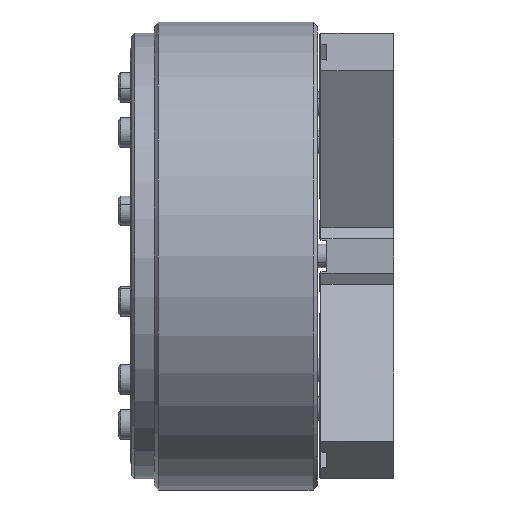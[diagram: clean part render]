
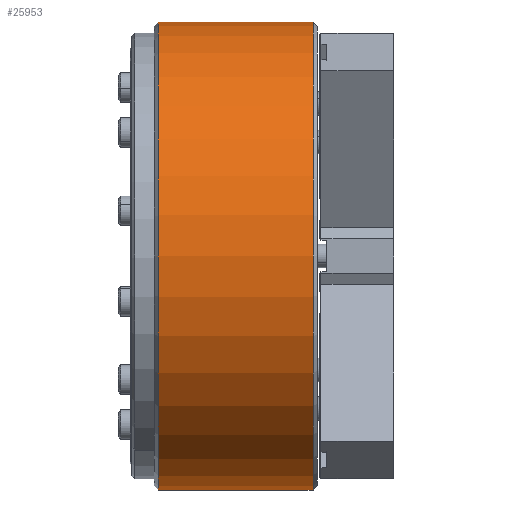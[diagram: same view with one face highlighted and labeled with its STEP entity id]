
A CAD part, front view. The second image highlights one B-rep face of the part: STEP entity #25953.
In plain terms, the highlighted cylindrical face has radius 157.5 mm (diameter 315 mm), a partial arc.
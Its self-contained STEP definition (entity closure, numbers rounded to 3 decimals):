
#1266 = CIRCLE ( 'NONE', #8012, 157.5 ) ;
#1818 = EDGE_CURVE ( 'NONE', #13605, #25184, #21608, .T. ) ;
#2355 = CYLINDRICAL_SURFACE ( 'NONE', #21388, 157.5 ) ;
#2847 = ORIENTED_EDGE ( 'NONE', *, *, #1818, .F. ) ;
#3096 = CARTESIAN_POINT ( 'NONE',  ( 107., 0., -157.5 ) ) ;
#3290 = VECTOR ( 'NONE', #11144, 1000. ) ;
#3320 = DIRECTION ( 'NONE',  ( 1., 0., 0. ) ) ;
#5102 = CARTESIAN_POINT ( 'NONE',  ( 3., 0., -157.5 ) ) ;
#5295 = VECTOR ( 'NONE', #3320, 1000. ) ;
#5449 = EDGE_LOOP ( 'NONE', ( #2847, #6934, #21222, #6391 ) ) ;
#5732 = CIRCLE ( 'NONE', #12897, 157.5 ) ;
#6391 = ORIENTED_EDGE ( 'NONE', *, *, #22609, .T. ) ;
#6717 = EDGE_CURVE ( 'NONE', #16678, #8840, #18860, .T. ) ;
#6739 = DIRECTION ( 'NONE',  ( 1., 0., 0. ) ) ;
#6934 = ORIENTED_EDGE ( 'NONE', *, *, #22409, .T. ) ;
#7107 = CARTESIAN_POINT ( 'NONE',  ( 181.49, 0., -157.5 ) ) ;
#7697 = FACE_OUTER_BOUND ( 'NONE', #5449, .T. ) ;
#8012 = AXIS2_PLACEMENT_3D ( 'NONE', #18924, #6739, #21053 ) ;
#8840 = VERTEX_POINT ( 'NONE', #3096 ) ;
#9695 = CARTESIAN_POINT ( 'NONE',  ( 181.49, 0., 157.5 ) ) ;
#11144 = DIRECTION ( 'NONE',  ( 1., 0., 0. ) ) ;
#11362 = CARTESIAN_POINT ( 'NONE',  ( 181.49, 0., 0. ) ) ;
#11649 = CARTESIAN_POINT ( 'NONE',  ( 107., 0., 0. ) ) ;
#12897 = AXIS2_PLACEMENT_3D ( 'NONE', #11649, #26310, #13659 ) ;
#13605 = VERTEX_POINT ( 'NONE', #26261 ) ;
#13659 = DIRECTION ( 'NONE',  ( 0., 0., -1. ) ) ;
#15452 = DIRECTION ( 'NONE',  ( 1., 0., 0. ) ) ;
#16678 = VERTEX_POINT ( 'NONE', #5102 ) ;
#17544 = DIRECTION ( 'NONE',  ( 0., 0., -1. ) ) ;
#18860 = LINE ( 'NONE', #7107, #3290 ) ;
#18924 = CARTESIAN_POINT ( 'NONE',  ( 3., 0., 0. ) ) ;
#20156 = CARTESIAN_POINT ( 'NONE',  ( 107., 0., 157.5 ) ) ;
#21053 = DIRECTION ( 'NONE',  ( 0., 0., 1. ) ) ;
#21222 = ORIENTED_EDGE ( 'NONE', *, *, #6717, .T. ) ;
#21388 = AXIS2_PLACEMENT_3D ( 'NONE', #11362, #15452, #17544 ) ;
#21608 = LINE ( 'NONE', #9695, #5295 ) ;
#22409 = EDGE_CURVE ( 'NONE', #13605, #16678, #1266, .T. ) ;
#22609 = EDGE_CURVE ( 'NONE', #8840, #25184, #5732, .T. ) ;
#25184 = VERTEX_POINT ( 'NONE', #20156 ) ;
#25953 = ADVANCED_FACE ( 'NONE', ( #7697 ), #2355, .T. ) ;
#26261 = CARTESIAN_POINT ( 'NONE',  ( 3., 0., 157.5 ) ) ;
#26310 = DIRECTION ( 'NONE',  ( -1., 0., 0. ) ) ;
